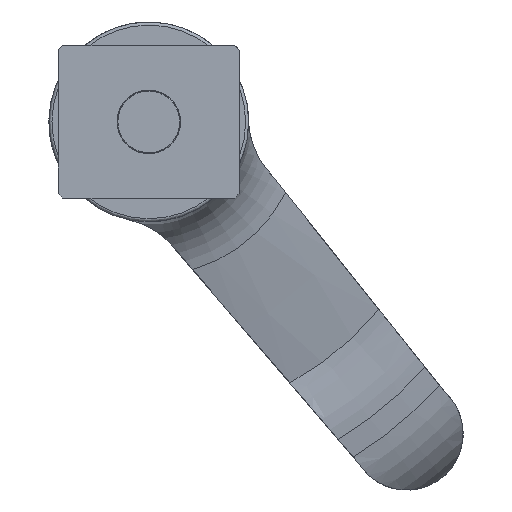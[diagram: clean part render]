
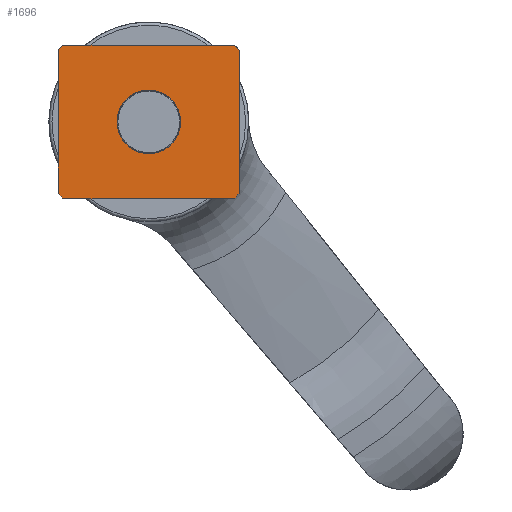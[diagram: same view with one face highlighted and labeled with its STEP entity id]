
A CAD part, front view. The second image highlights one B-rep face of the part: STEP entity #1696.
In plain terms, the highlighted planar face has unit normal (0, -1, 0).
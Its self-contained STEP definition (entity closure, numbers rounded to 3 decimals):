
#126=LINE('',#2246,#185);
#127=LINE('',#2251,#186);
#128=LINE('',#2255,#187);
#129=LINE('',#2259,#188);
#185=VECTOR('',#1923,1000.);
#186=VECTOR('',#1926,1000.);
#187=VECTOR('',#1929,1000.);
#188=VECTOR('',#1932,1000.);
#259=ORIENTED_EDGE('',*,*,#596,.T.);
#260=ORIENTED_EDGE('',*,*,#597,.F.);
#261=ORIENTED_EDGE('',*,*,#598,.T.);
#262=ORIENTED_EDGE('',*,*,#599,.F.);
#263=ORIENTED_EDGE('',*,*,#600,.T.);
#264=ORIENTED_EDGE('',*,*,#601,.F.);
#265=ORIENTED_EDGE('',*,*,#602,.T.);
#266=ORIENTED_EDGE('',*,*,#603,.F.);
#267=ORIENTED_EDGE('',*,*,#604,.T.);
#596=EDGE_CURVE('',#765,#765,#883,.T.);
#597=EDGE_CURVE('',#766,#767,#126,.T.);
#598=EDGE_CURVE('',#766,#768,#884,.T.);
#599=EDGE_CURVE('',#769,#768,#127,.T.);
#600=EDGE_CURVE('',#769,#770,#885,.T.);
#601=EDGE_CURVE('',#771,#770,#128,.T.);
#602=EDGE_CURVE('',#771,#772,#886,.T.);
#603=EDGE_CURVE('',#773,#772,#129,.T.);
#604=EDGE_CURVE('',#773,#767,#887,.T.);
#765=VERTEX_POINT('',#2245);
#766=VERTEX_POINT('',#2247);
#767=VERTEX_POINT('',#2248);
#768=VERTEX_POINT('',#2250);
#769=VERTEX_POINT('',#2252);
#770=VERTEX_POINT('',#2254);
#771=VERTEX_POINT('',#2256);
#772=VERTEX_POINT('',#2258);
#773=VERTEX_POINT('',#2260);
#883=CIRCLE('',#1781,2.067);
#884=CIRCLE('',#1782,7.5);
#885=CIRCLE('',#1783,7.5);
#886=CIRCLE('',#1784,7.5);
#887=CIRCLE('',#1785,7.5);
#930=EDGE_LOOP('',(#259));
#931=EDGE_LOOP('',(#260,#261,#262,#263,#264,#265,#266,#267));
#1030=FACE_BOUND('',#930,.T.);
#1031=FACE_BOUND('',#931,.T.);
#1129=PLANE('',#1780);
#1696=ADVANCED_FACE('',(#1030,#1031),#1129,.F.);
#1780=AXIS2_PLACEMENT_3D('',#2243,#1919,#1920);
#1781=AXIS2_PLACEMENT_3D('',#2244,#1921,#1922);
#1782=AXIS2_PLACEMENT_3D('',#2249,#1924,#1925);
#1783=AXIS2_PLACEMENT_3D('',#2253,#1927,#1928);
#1784=AXIS2_PLACEMENT_3D('',#2257,#1930,#1931);
#1785=AXIS2_PLACEMENT_3D('',#2261,#1933,#1934);
#1919=DIRECTION('',(0.,1.,0.));
#1920=DIRECTION('',(0.,0.,1.));
#1921=DIRECTION('',(0.,1.,0.));
#1922=DIRECTION('',(0.,0.,1.));
#1923=DIRECTION('',(-1.,0.,0.));
#1924=DIRECTION('',(0.,-1.,0.));
#1925=DIRECTION('',(1.,0.,0.));
#1926=DIRECTION('',(0.,0.,-1.));
#1927=DIRECTION('',(0.,-1.,0.));
#1928=DIRECTION('',(1.,0.,0.));
#1929=DIRECTION('',(1.,0.,0.));
#1930=DIRECTION('',(0.,-1.,0.));
#1931=DIRECTION('',(1.,0.,0.));
#1932=DIRECTION('',(0.,0.,1.));
#1933=DIRECTION('',(0.,-1.,0.));
#1934=DIRECTION('',(1.,0.,0.));
#2243=CARTESIAN_POINT('',(0.,0.,0.));
#2244=CARTESIAN_POINT('',(0.,0.,1.3));
#2245=CARTESIAN_POINT('',(0.,0.,3.367));
#2246=CARTESIAN_POINT('',(6.,0.,-3.7));
#2247=CARTESIAN_POINT('',(5.59,0.,-3.7));
#2248=CARTESIAN_POINT('',(-5.59,0.,-3.7));
#2249=CARTESIAN_POINT('',(0.,0.,1.3));
#2250=CARTESIAN_POINT('',(5.9,0.,-3.33));
#2251=CARTESIAN_POINT('',(5.9,0.,3.));
#2252=CARTESIAN_POINT('',(5.9,0.,5.93));
#2253=CARTESIAN_POINT('',(0.,0.,1.3));
#2254=CARTESIAN_POINT('',(5.59,0.,6.3));
#2255=CARTESIAN_POINT('',(-6.,0.,6.3));
#2256=CARTESIAN_POINT('',(-5.59,0.,6.3));
#2257=CARTESIAN_POINT('',(0.,0.,1.3));
#2258=CARTESIAN_POINT('',(-5.9,0.,5.93));
#2259=CARTESIAN_POINT('',(-5.9,0.,-3.));
#2260=CARTESIAN_POINT('',(-5.9,0.,-3.33));
#2261=CARTESIAN_POINT('',(0.,0.,1.3));
